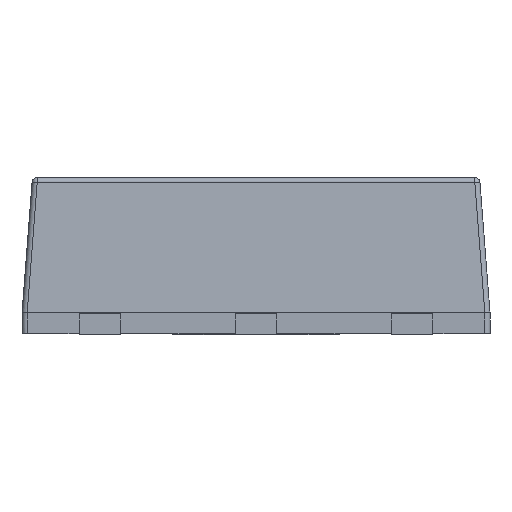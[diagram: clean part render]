
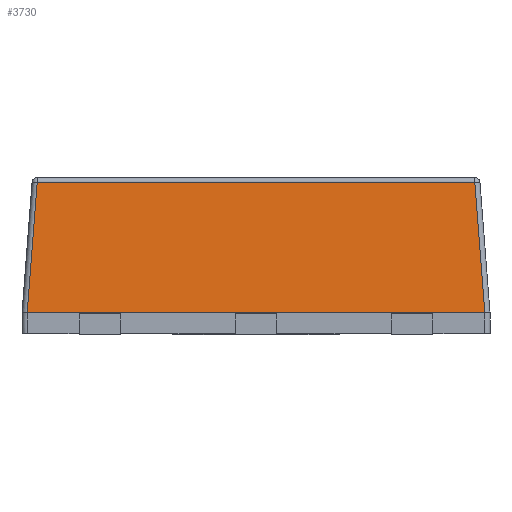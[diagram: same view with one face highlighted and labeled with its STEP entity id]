
A CAD part, left-side view. The second image highlights one B-rep face of the part: STEP entity #3730.
In plain terms, the highlighted planar face has unit normal (-0.997, 0, 0.077).
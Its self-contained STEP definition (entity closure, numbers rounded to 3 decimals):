
#359 = LINE ( 'NONE', #11863, #2581 ) ;
#819 = EDGE_CURVE ( 'NONE', #19154, #10247, #4894, .T. ) ;
#951 = CARTESIAN_POINT ( 'NONE',  ( -1.25, 2.2, 0.21 ) ) ;
#993 = VECTOR ( 'NONE', #9977, 1000. ) ;
#1978 = CARTESIAN_POINT ( 'NONE',  ( -1.154, 2.104, 1.464 ) ) ;
#2199 = CARTESIAN_POINT ( 'NONE',  ( -1.25, -2.2, 0.21 ) ) ;
#2581 = VECTOR ( 'NONE', #10239, 1000. ) ;
#2931 = ORIENTED_EDGE ( 'NONE', *, *, #17524, .F. ) ;
#3628 = VERTEX_POINT ( 'NONE', #14480 ) ;
#3676 = PLANE ( 'NONE',  #12031 ) ;
#3730 = ADVANCED_FACE ( 'NONE', ( #11844 ), #3676, .T. ) ;
#3782 = CARTESIAN_POINT ( 'NONE',  ( -1.25, -2.2, 0.21 ) ) ;
#4498 = VERTEX_POINT ( 'NONE', #11390 ) ;
#4894 = LINE ( 'NONE', #8217, #6828 ) ;
#4911 = EDGE_CURVE ( 'NONE', #4498, #10247, #12771, .T. ) ;
#4951 = ORIENTED_EDGE ( 'NONE', *, *, #4911, .F. ) ;
#5174 = VECTOR ( 'NONE', #5658, 1000. ) ;
#5439 = CARTESIAN_POINT ( 'NONE',  ( -1.25, 2.25, 0.21 ) ) ;
#5658 = DIRECTION ( 'NONE',  ( 0., 1., 0. ) ) ;
#6026 = CARTESIAN_POINT ( 'NONE',  ( -1.25, 2.25, 0.21 ) ) ;
#6828 = VECTOR ( 'NONE', #11661, 1000. ) ;
#7069 = LINE ( 'NONE', #5439, #5174 ) ;
#8217 = CARTESIAN_POINT ( 'NONE',  ( -1.138, 2.088, 1.67 ) ) ;
#8428 = ORIENTED_EDGE ( 'NONE', *, *, #819, .T. ) ;
#8468 = LINE ( 'NONE', #13172, #993 ) ;
#9977 = DIRECTION ( 'NONE',  ( 0.076, 0.076, 0.994 ) ) ;
#10002 = VECTOR ( 'NONE', #10861, 1000. ) ;
#10239 = DIRECTION ( 'NONE',  ( 0., 1., 0. ) ) ;
#10247 = VERTEX_POINT ( 'NONE', #951 ) ;
#10483 = ORIENTED_EDGE ( 'NONE', *, *, #10704, .T. ) ;
#10704 = EDGE_CURVE ( 'NONE', #3628, #19154, #11008, .T. ) ;
#10861 = DIRECTION ( 'NONE',  ( 0., 1., 0. ) ) ;
#10890 = DIRECTION ( 'NONE',  ( 0., 1., 0. ) ) ;
#11008 = LINE ( 'NONE', #20747, #18403 ) ;
#11390 = CARTESIAN_POINT ( 'NONE',  ( -1.25, 2.2, 0.21 ) ) ;
#11661 = DIRECTION ( 'NONE',  ( -0.076, 0.076, -0.994 ) ) ;
#11844 = FACE_OUTER_BOUND ( 'NONE', #19494, .T. ) ;
#11847 = ORIENTED_EDGE ( 'NONE', *, *, #16228, .F. ) ;
#11863 = CARTESIAN_POINT ( 'NONE',  ( -1.25, 2.25, 0.21 ) ) ;
#11932 = DIRECTION ( 'NONE',  ( -0.997, 0., 0.077 ) ) ;
#12031 = AXIS2_PLACEMENT_3D ( 'NONE', #12032, #11932, #16930 ) ;
#12032 = CARTESIAN_POINT ( 'NONE',  ( -1.15, 0., 1.51 ) ) ;
#12771 = LINE ( 'NONE', #6026, #10002 ) ;
#12895 = VERTEX_POINT ( 'NONE', #3782 ) ;
#13172 = CARTESIAN_POINT ( 'NONE',  ( -1.138, -2.088, 1.67 ) ) ;
#14480 = CARTESIAN_POINT ( 'NONE',  ( -1.154, -2.104, 1.464 ) ) ;
#14500 = VERTEX_POINT ( 'NONE', #2199 ) ;
#16228 = EDGE_CURVE ( 'NONE', #12895, #14500, #359, .T. ) ;
#16703 = ORIENTED_EDGE ( 'NONE', *, *, #20347, .T. ) ;
#16930 = DIRECTION ( 'NONE',  ( 0., 1., 0. ) ) ;
#17524 = EDGE_CURVE ( 'NONE', #14500, #4498, #7069, .T. ) ;
#18403 = VECTOR ( 'NONE', #10890, 1000. ) ;
#19154 = VERTEX_POINT ( 'NONE', #1978 ) ;
#19494 = EDGE_LOOP ( 'NONE', ( #11847, #16703, #10483, #8428, #4951, #2931 ) ) ;
#20347 = EDGE_CURVE ( 'NONE', #12895, #3628, #8468, .T. ) ;
#20747 = CARTESIAN_POINT ( 'NONE',  ( -1.154, 0., 1.464 ) ) ;
